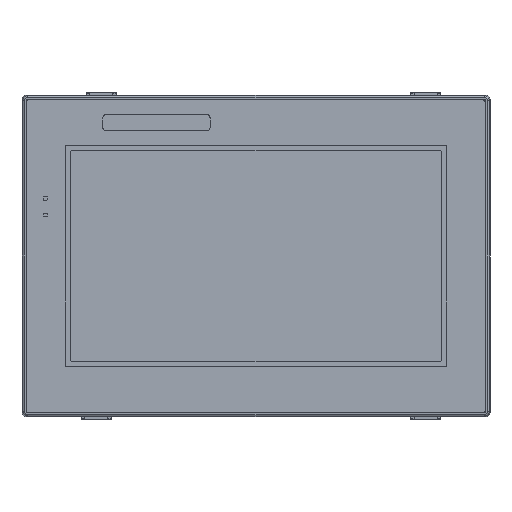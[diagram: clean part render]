
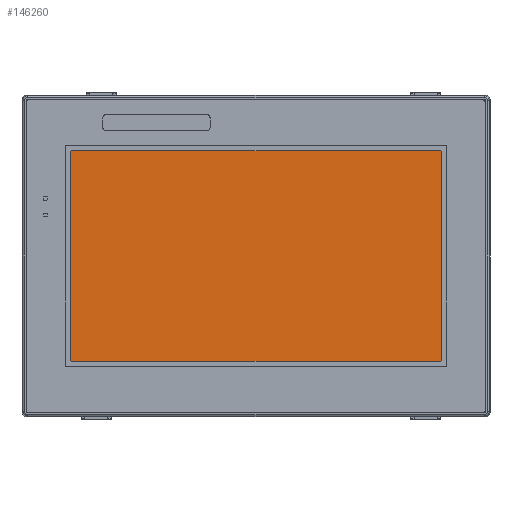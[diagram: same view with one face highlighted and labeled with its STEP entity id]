
A CAD part, front view. The second image highlights one B-rep face of the part: STEP entity #146260.
In plain terms, the highlighted planar face has unit normal (0, -1, 0).
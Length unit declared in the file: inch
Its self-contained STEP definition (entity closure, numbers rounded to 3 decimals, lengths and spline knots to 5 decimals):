
#8526 = LINE ( 'NONE', #233483, #180032 ) ;
#12974 = VECTOR ( 'NONE', #50370, 39.37008 ) ;
#15389 = CARTESIAN_POINT ( 'NONE',  ( 0., -0.11173, 0. ) ) ;
#16828 = VERTEX_POINT ( 'NONE', #22893 ) ;
#19440 = FACE_OUTER_BOUND ( 'NONE', #21571, .T. ) ;
#21571 = EDGE_LOOP ( 'NONE', ( #92317, #91331, #129322, #221125, #199360, #206594, #24530, #29070 ) ) ;
#22893 = CARTESIAN_POINT ( 'NONE',  ( -2.95177, -0.11173, 4.32913 ) ) ;
#23678 = CARTESIAN_POINT ( 'NONE',  ( -2.95177, -0.11173, 4.28976 ) ) ;
#24530 = ORIENTED_EDGE ( 'NONE', *, *, #224516, .T. ) ;
#28295 = EDGE_CURVE ( 'NONE', #215415, #131029, #148691, .T. ) ;
#29070 = ORIENTED_EDGE ( 'NONE', *, *, #123402, .T. ) ;
#29211 = CIRCLE ( 'NONE', #160442, 0.03937 ) ;
#36443 = VECTOR ( 'NONE', #210924, 39.37008 ) ;
#41270 = VERTEX_POINT ( 'NONE', #197043 ) ;
#42036 = DIRECTION ( 'NONE',  ( 0., 0., 1. ) ) ;
#48819 = CARTESIAN_POINT ( 'NONE',  ( -2.95177, -0.11173, -0.70236 ) ) ;
#50370 = DIRECTION ( 'NONE',  ( 0., 0., 1. ) ) ;
#51998 = EDGE_CURVE ( 'NONE', #217352, #41270, #158828, .T. ) ;
#55345 = EDGE_CURVE ( 'NONE', #16828, #152320, #194432, .T. ) ;
#55433 = DIRECTION ( 'NONE',  ( 0., -1., 0. ) ) ;
#63264 = DIRECTION ( 'NONE',  ( 0., -1., 0. ) ) ;
#63863 = AXIS2_PLACEMENT_3D ( 'NONE', #164972, #55433, #183363 ) ;
#70508 = PLANE ( 'NONE',  #132330 ) ;
#83647 = CARTESIAN_POINT ( 'NONE',  ( 5.85531, -0.11173, 4.32913 ) ) ;
#87124 = DIRECTION ( 'NONE',  ( 0., 0., -1. ) ) ;
#91331 = ORIENTED_EDGE ( 'NONE', *, *, #168248, .T. ) ;
#92317 = ORIENTED_EDGE ( 'NONE', *, *, #55345, .T. ) ;
#93540 = CARTESIAN_POINT ( 'NONE',  ( -2.99114, -0.11173, -0.66299 ) ) ;
#98948 = CIRCLE ( 'NONE', #177195, 0.03937 ) ;
#101119 = CARTESIAN_POINT ( 'NONE',  ( 5.85531, -0.11173, 4.28976 ) ) ;
#101654 = DIRECTION ( 'NONE',  ( 1., 0., 0. ) ) ;
#107238 = DIRECTION ( 'NONE',  ( 0., 0., 1. ) ) ;
#119520 = DIRECTION ( 'NONE',  ( 0., 0., 1. ) ) ;
#123205 = AXIS2_PLACEMENT_3D ( 'NONE', #23678, #151540, #42036 ) ;
#123402 = EDGE_CURVE ( 'NONE', #158399, #16828, #188088, .T. ) ;
#129322 = ORIENTED_EDGE ( 'NONE', *, *, #215243, .T. ) ;
#131029 = VERTEX_POINT ( 'NONE', #179198 ) ;
#132330 = AXIS2_PLACEMENT_3D ( 'NONE', #15389, #234439, #107238 ) ;
#146260 = ADVANCED_FACE ( 'NONE', ( #19440 ), #70508, .F. ) ;
#148691 = LINE ( 'NONE', #229657, #191650 ) ;
#151540 = DIRECTION ( 'NONE',  ( 0., -1., 0. ) ) ;
#152320 = VERTEX_POINT ( 'NONE', #203438 ) ;
#158399 = VERTEX_POINT ( 'NONE', #212711 ) ;
#158828 = LINE ( 'NONE', #178287, #12974 ) ;
#160442 = AXIS2_PLACEMENT_3D ( 'NONE', #172792, #63264, #191202 ) ;
#161492 = VERTEX_POINT ( 'NONE', #93540 ) ;
#164972 = CARTESIAN_POINT ( 'NONE',  ( 5.85531, -0.11173, -0.66299 ) ) ;
#168248 = EDGE_CURVE ( 'NONE', #152320, #161492, #8526, .T. ) ;
#172792 = CARTESIAN_POINT ( 'NONE',  ( -2.95177, -0.11173, -0.66299 ) ) ;
#174160 = CIRCLE ( 'NONE', #63863, 0.03937 ) ;
#177195 = AXIS2_PLACEMENT_3D ( 'NONE', #101119, #229161, #119520 ) ;
#178287 = CARTESIAN_POINT ( 'NONE',  ( 5.89469, -0.11173, -0.66299 ) ) ;
#179198 = CARTESIAN_POINT ( 'NONE',  ( 5.85531, -0.11173, -0.70236 ) ) ;
#179679 = CARTESIAN_POINT ( 'NONE',  ( 5.89469, -0.11173, -0.66299 ) ) ;
#180032 = VECTOR ( 'NONE', #87124, 39.37008 ) ;
#183363 = DIRECTION ( 'NONE',  ( 0., 0., 1. ) ) ;
#184611 = EDGE_CURVE ( 'NONE', #131029, #217352, #174160, .T. ) ;
#188088 = LINE ( 'NONE', #83647, #36443 ) ;
#191202 = DIRECTION ( 'NONE',  ( 0., 0., 1. ) ) ;
#191650 = VECTOR ( 'NONE', #101654, 39.37008 ) ;
#194432 = CIRCLE ( 'NONE', #123205, 0.03937 ) ;
#197043 = CARTESIAN_POINT ( 'NONE',  ( 5.89469, -0.11173, 4.28976 ) ) ;
#199360 = ORIENTED_EDGE ( 'NONE', *, *, #184611, .T. ) ;
#203438 = CARTESIAN_POINT ( 'NONE',  ( -2.99114, -0.11173, 4.28976 ) ) ;
#206594 = ORIENTED_EDGE ( 'NONE', *, *, #51998, .T. ) ;
#210924 = DIRECTION ( 'NONE',  ( -1., 0., 0. ) ) ;
#212711 = CARTESIAN_POINT ( 'NONE',  ( 5.85531, -0.11173, 4.32913 ) ) ;
#215243 = EDGE_CURVE ( 'NONE', #161492, #215415, #29211, .T. ) ;
#215415 = VERTEX_POINT ( 'NONE', #48819 ) ;
#217352 = VERTEX_POINT ( 'NONE', #179679 ) ;
#221125 = ORIENTED_EDGE ( 'NONE', *, *, #28295, .T. ) ;
#224516 = EDGE_CURVE ( 'NONE', #41270, #158399, #98948, .T. ) ;
#229161 = DIRECTION ( 'NONE',  ( 0., -1., 0. ) ) ;
#229657 = CARTESIAN_POINT ( 'NONE',  ( -2.95177, -0.11173, -0.70236 ) ) ;
#233483 = CARTESIAN_POINT ( 'NONE',  ( -2.99114, -0.11173, 4.28976 ) ) ;
#234439 = DIRECTION ( 'NONE',  ( 0., 1., 0. ) ) ;
